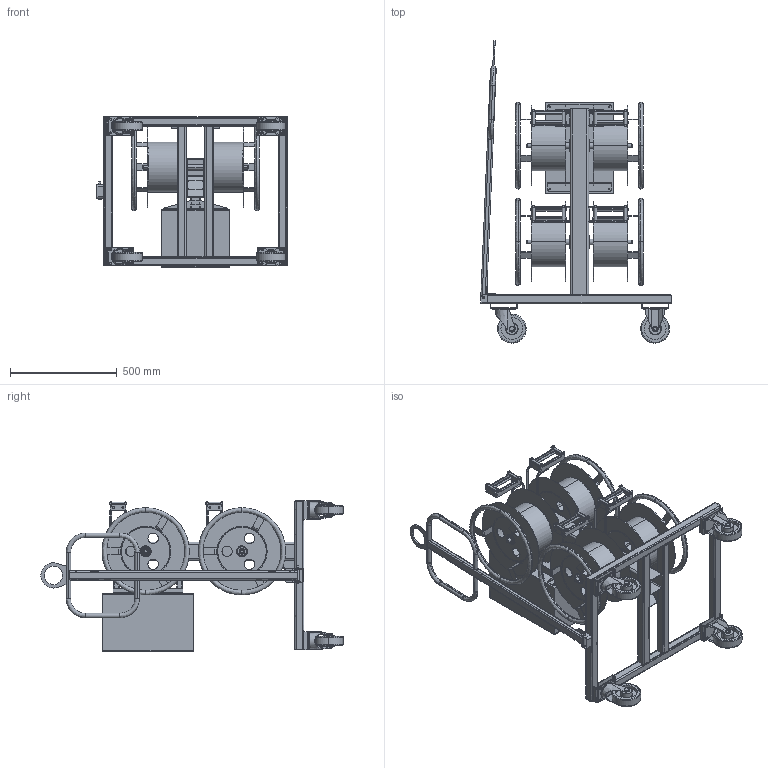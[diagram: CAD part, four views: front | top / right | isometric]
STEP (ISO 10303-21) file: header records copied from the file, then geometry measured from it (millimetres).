
FILE_DESCRIPTION(('FreeCAD Model'),'2;1');
FILE_NAME('Open CASCADE Shape Model','2025-04-26T23:40:53',('FreeCAD'),( 'FreeCAD'),'Open CASCADE STEP processor 7.6','FreeCAD','Unknown');
FILE_SCHEMA(('AUTOMOTIVE_DESIGN { 1 0 10303 214 1 1 1 1 }'));
Products named in the file (1): Open CASCADE STEP translator 7.6 1
Bounding box: 893.45 x 1417.92 x 704.65 mm (x, y, z)
Volume: 14013701 mm3; surface area: 8798786.1 mm2
Topology: 187 solids, 196 shells, 2788 faces, 6614 edges, 4182 vertices
Faces by surface type: bspline 2788
Entity records: 88606 total; most frequent: CARTESIAN_POINT 50363, ORIENTED_EDGE 12972, EDGE_CURVE 6486, VERTEX_POINT 4182, B_SPLINE_CURVE_WITH_KNOTS 3488, FACE_BOUND 3360, EDGE_LOOP 3360, ADVANCED_FACE 2788
